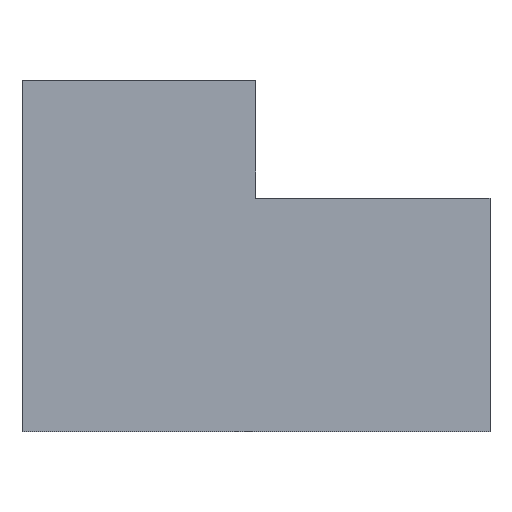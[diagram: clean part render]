
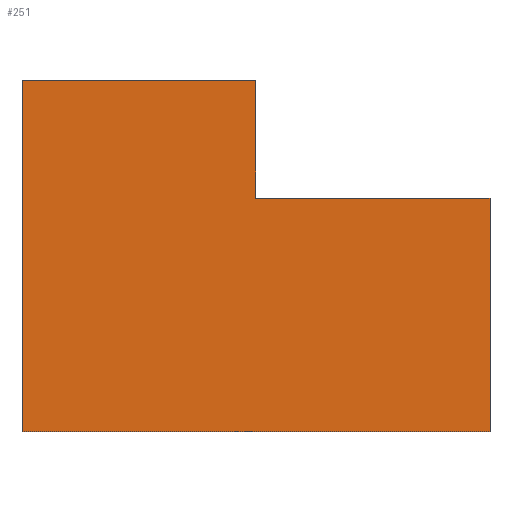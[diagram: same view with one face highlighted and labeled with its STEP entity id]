
A CAD part, left-side view. The second image highlights one B-rep face of the part: STEP entity #251.
In plain terms, the highlighted planar face has unit normal (-1, 0, 0).
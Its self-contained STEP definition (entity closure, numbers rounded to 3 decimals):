
#61=CARTESIAN_POINT('Vertex',(254.,0.,64.025)) ;
#66=CARTESIAN_POINT('Line Origine',(254.,0.,41.03)) ;
#70=CARTESIAN_POINT('Vertex',(254.,0.,18.035)) ;
#97=CARTESIAN_POINT('Line Origine',(254.,-45.625,18.035)) ;
#101=CARTESIAN_POINT('Vertex',(254.,-91.25,18.035)) ;
#128=CARTESIAN_POINT('Line Origine',(254.,-91.25,-27.495)) ;
#132=CARTESIAN_POINT('Vertex',(254.,-91.25,-73.025)) ;
#159=CARTESIAN_POINT('Line Origine',(254.,0.,-73.025)) ;
#163=CARTESIAN_POINT('Vertex',(254.,91.25,-73.025)) ;
#190=CARTESIAN_POINT('Line Origine',(254.,91.25,-4.5)) ;
#194=CARTESIAN_POINT('Vertex',(254.,91.25,64.025)) ;
#221=CARTESIAN_POINT('Line Origine',(254.,45.625,64.025)) ;
#238=CARTESIAN_POINT('Axis2P3D Location',(254.,0.,0.)) ;
#67=DIRECTION('Vector Direction',(0.,0.,-1.)) ;
#98=DIRECTION('Vector Direction',(0.,-1.,0.)) ;
#129=DIRECTION('Vector Direction',(0.,0.,-1.)) ;
#160=DIRECTION('Vector Direction',(0.,-1.,0.)) ;
#191=DIRECTION('Vector Direction',(0.,0.,1.)) ;
#222=DIRECTION('Vector Direction',(0.,1.,0.)) ;
#239=DIRECTION('Axis2P3D Direction',(1.,0.,-0.)) ;
#240=DIRECTION('Axis2P3D XDirection',(0.,1.,0.)) ;
#241=AXIS2_PLACEMENT_3D('Plane Axis2P3D',#238,#239,#240) ;
#244=ORIENTED_EDGE('',*,*,#225,.F.) ;
#245=ORIENTED_EDGE('',*,*,#196,.F.) ;
#246=ORIENTED_EDGE('',*,*,#165,.F.) ;
#247=ORIENTED_EDGE('',*,*,#134,.F.) ;
#248=ORIENTED_EDGE('',*,*,#103,.F.) ;
#249=ORIENTED_EDGE('',*,*,#72,.F.) ;
#68=VECTOR('Line Direction',#67,1.) ;
#99=VECTOR('Line Direction',#98,1.) ;
#130=VECTOR('Line Direction',#129,1.) ;
#161=VECTOR('Line Direction',#160,1.) ;
#192=VECTOR('Line Direction',#191,1.) ;
#223=VECTOR('Line Direction',#222,1.) ;
#251=ADVANCED_FACE('PartBody',(#250),#242,.F.) ;
#72=EDGE_CURVE('',#62,#71,#69,.T.) ;
#103=EDGE_CURVE('',#71,#102,#100,.T.) ;
#134=EDGE_CURVE('',#102,#133,#131,.T.) ;
#165=EDGE_CURVE('',#133,#164,#162,.F.) ;
#196=EDGE_CURVE('',#164,#195,#193,.T.) ;
#225=EDGE_CURVE('',#195,#62,#224,.F.) ;
#243=EDGE_LOOP('',(#244,#245,#246,#247,#248,#249)) ;
#250=FACE_OUTER_BOUND('',#243,.T.) ;
#69=LINE('Line',#66,#68) ;
#100=LINE('Line',#97,#99) ;
#131=LINE('Line',#128,#130) ;
#162=LINE('Line',#159,#161) ;
#193=LINE('Line',#190,#192) ;
#224=LINE('Line',#221,#223) ;
#242=PLANE('Plane',#241) ;
#62=VERTEX_POINT('',#61) ;
#71=VERTEX_POINT('',#70) ;
#102=VERTEX_POINT('',#101) ;
#133=VERTEX_POINT('',#132) ;
#164=VERTEX_POINT('',#163) ;
#195=VERTEX_POINT('',#194) ;
